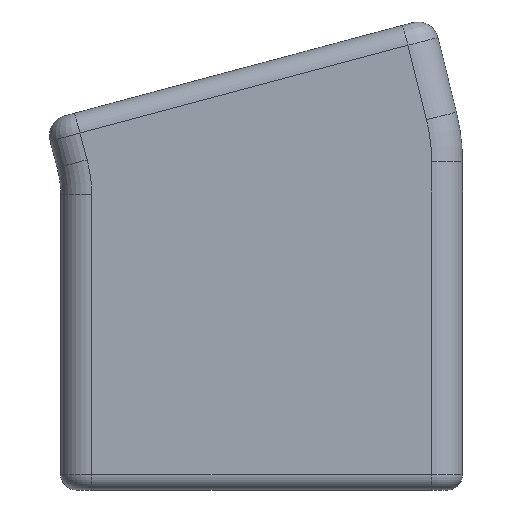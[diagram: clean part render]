
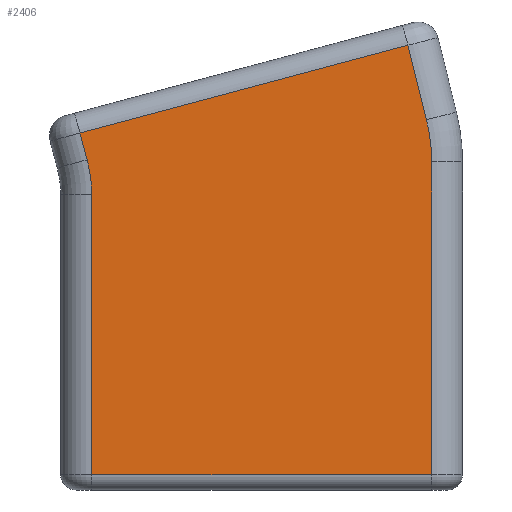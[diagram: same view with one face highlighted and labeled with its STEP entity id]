
A CAD part, left-side view. The second image highlights one B-rep face of the part: STEP entity #2406.
In plain terms, the highlighted planar face has unit normal (-1, 0, 0).
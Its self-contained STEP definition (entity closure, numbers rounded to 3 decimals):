
#23 = ORIENTED_EDGE ( 'NONE', *, *, #1230, .T. ) ;
#62 = CIRCLE ( 'NONE', #517, 17. ) ;
#70 = VERTEX_POINT ( 'NONE', #386 ) ;
#100 = CARTESIAN_POINT ( 'NONE',  ( -17.5, 36., 28.683 ) ) ;
#128 = VERTEX_POINT ( 'NONE', #100 ) ;
#146 = DIRECTION ( 'NONE',  ( 0., 0., -1. ) ) ;
#153 = CARTESIAN_POINT ( 'NONE',  ( -17.5, 5.302, 43.189 ) ) ;
#164 = DIRECTION ( 'NONE',  ( 0., -0.259, -0.966 ) ) ;
#257 = ORIENTED_EDGE ( 'NONE', *, *, #479, .T. ) ;
#358 = ORIENTED_EDGE ( 'NONE', *, *, #1854, .T. ) ;
#366 = CARTESIAN_POINT ( 'NONE',  ( -17.5, 5.298, 43.172 ) ) ;
#375 = VERTEX_POINT ( 'NONE', #1959 ) ;
#386 = CARTESIAN_POINT ( 'NONE',  ( -17.5, 37.137, 34.64 ) ) ;
#428 = VERTEX_POINT ( 'NONE', #1986 ) ;
#479 = EDGE_CURVE ( 'NONE', #2796, #2962, #2574, .T. ) ;
#508 = CARTESIAN_POINT ( 'NONE',  ( -17.5, 20., 31.844 ) ) ;
#517 = AXIS2_PLACEMENT_3D ( 'NONE', #508, #2150, #1812 ) ;
#598 = DIRECTION ( 'NONE',  ( 0., 0.966, -0.259 ) ) ;
#736 = DIRECTION ( 'NONE',  ( 1., 0., 0. ) ) ;
#771 = VERTEX_POINT ( 'NONE', #2943 ) ;
#786 = CARTESIAN_POINT ( 'NONE',  ( -17.5, 3., 1.5 ) ) ;
#814 = VECTOR ( 'NONE', #598, 1000. ) ;
#879 = CARTESIAN_POINT ( 'NONE',  ( -17.5, 40.035, 33.864 ) ) ;
#886 = CARTESIAN_POINT ( 'NONE',  ( -17.5, 3., 1.5 ) ) ;
#935 = DIRECTION ( 'NONE',  ( 0., 0.241, 0.97 ) ) ;
#954 = DIRECTION ( 'NONE',  ( 0., 0., -1. ) ) ;
#956 = DIRECTION ( 'NONE',  ( 0., 0., 1. ) ) ;
#1126 = ORIENTED_EDGE ( 'NONE', *, *, #2616, .T. ) ;
#1148 = AXIS2_PLACEMENT_3D ( 'NONE', #1719, #1456, #146 ) ;
#1173 = DIRECTION ( 'NONE',  ( 0., -1., 0. ) ) ;
#1200 = AXIS2_PLACEMENT_3D ( 'NONE', #3194, #736, #3503 ) ;
#1230 = EDGE_CURVE ( 'NONE', #70, #428, #3414, .T. ) ;
#1232 = EDGE_LOOP ( 'NONE', ( #358, #3224, #257, #2618, #1126, #1640, #23, #1919 ) ) ;
#1305 = VECTOR ( 'NONE', #956, 1000. ) ;
#1370 = CARTESIAN_POINT ( 'NONE',  ( -17.5, 3., 31.844 ) ) ;
#1429 = VECTOR ( 'NONE', #164, 1000. ) ;
#1448 = LINE ( 'NONE', #879, #814 ) ;
#1456 = DIRECTION ( 'NONE',  ( 1., 0., 0. ) ) ;
#1546 = VECTOR ( 'NONE', #935, 1000. ) ;
#1640 = ORIENTED_EDGE ( 'NONE', *, *, #3452, .T. ) ;
#1703 = VERTEX_POINT ( 'NONE', #366 ) ;
#1719 = CARTESIAN_POINT ( 'NONE',  ( -17.5, 49., 28.683 ) ) ;
#1724 = EDGE_CURVE ( 'NONE', #375, #2796, #2237, .T. ) ;
#1812 = DIRECTION ( 'NONE',  ( 0., 0., -1. ) ) ;
#1854 = EDGE_CURVE ( 'NONE', #128, #375, #3437, .T. ) ;
#1895 = PLANE ( 'NONE',  #1200 ) ;
#1919 = ORIENTED_EDGE ( 'NONE', *, *, #3022, .T. ) ;
#1959 = CARTESIAN_POINT ( 'NONE',  ( -17.5, 36., 1.5 ) ) ;
#1986 = CARTESIAN_POINT ( 'NONE',  ( -17.5, 36.443, 32.048 ) ) ;
#2150 = DIRECTION ( 'NONE',  ( -1., 0., 0. ) ) ;
#2217 = VECTOR ( 'NONE', #954, 1000. ) ;
#2237 = LINE ( 'NONE', #886, #3296 ) ;
#2366 = FACE_OUTER_BOUND ( 'NONE', #1232, .T. ) ;
#2406 = ADVANCED_FACE ( 'NONE', ( #2366 ), #1895, .F. ) ;
#2554 = CARTESIAN_POINT ( 'NONE',  ( -17.5, 3., 31.844 ) ) ;
#2574 = LINE ( 'NONE', #2554, #1305 ) ;
#2616 = EDGE_CURVE ( 'NONE', #771, #1703, #3383, .T. ) ;
#2618 = ORIENTED_EDGE ( 'NONE', *, *, #2816, .T. ) ;
#2676 = CIRCLE ( 'NONE', #1148, 13. ) ;
#2796 = VERTEX_POINT ( 'NONE', #786 ) ;
#2816 = EDGE_CURVE ( 'NONE', #2962, #771, #62, .T. ) ;
#2835 = CARTESIAN_POINT ( 'NONE',  ( -17.5, 36., 0. ) ) ;
#2943 = CARTESIAN_POINT ( 'NONE',  ( -17.5, 3.502, 35.943 ) ) ;
#2962 = VERTEX_POINT ( 'NONE', #1370 ) ;
#3022 = EDGE_CURVE ( 'NONE', #428, #128, #2676, .T. ) ;
#3194 = CARTESIAN_POINT ( 'NONE',  ( -17.5, 0., 0. ) ) ;
#3202 = CARTESIAN_POINT ( 'NONE',  ( -17.5, 36.443, 32.048 ) ) ;
#3224 = ORIENTED_EDGE ( 'NONE', *, *, #1724, .T. ) ;
#3296 = VECTOR ( 'NONE', #1173, 1000. ) ;
#3383 = LINE ( 'NONE', #153, #1546 ) ;
#3414 = LINE ( 'NONE', #3202, #1429 ) ;
#3437 = LINE ( 'NONE', #2835, #2217 ) ;
#3452 = EDGE_CURVE ( 'NONE', #1703, #70, #1448, .T. ) ;
#3503 = DIRECTION ( 'NONE',  ( 0., 0., -1. ) ) ;
